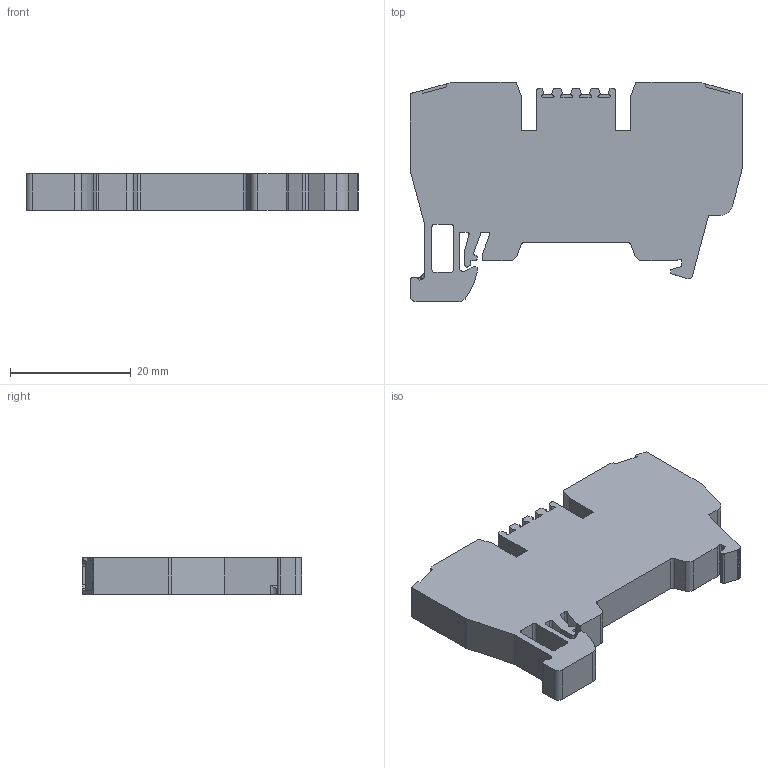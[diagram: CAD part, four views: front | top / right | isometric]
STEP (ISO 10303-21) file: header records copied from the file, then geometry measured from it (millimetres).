
FILE_DESCRIPTION (( 'STEP AP214' ), '1' );
FILE_NAME ('306233_YBK 4_Yellow.STP', '2013-11-13T11:06:58', ( 'arge' ), ( 'Microsoft' ), 'SwSTEP 2.0', 'SolidWorks 2013', '' );
FILE_SCHEMA (( 'AUTOMOTIVE_DESIGN' ));
Length unit declared in the file: millimetre
Products named in the file (1): 306233_YBK 4_Yellow
Bounding box: 55 x 36.31 x 6 mm (x, y, z)
Volume: 8523.6 mm3; surface area: 4601.9 mm2
Topology: 1 solids, 1 shells, 201 faces, 581 edges, 386 vertices
Faces by surface type: plane 134, cylinder 52, bspline 14, torus 1
Entity records: 6818 total; most frequent: CARTESIAN_POINT 1522, ORIENTED_EDGE 1162, DIRECTION 1019, EDGE_CURVE 581, VECTOR 421, LINE 421, VERTEX_POINT 386, AXIS2_PLACEMENT_3D 299
